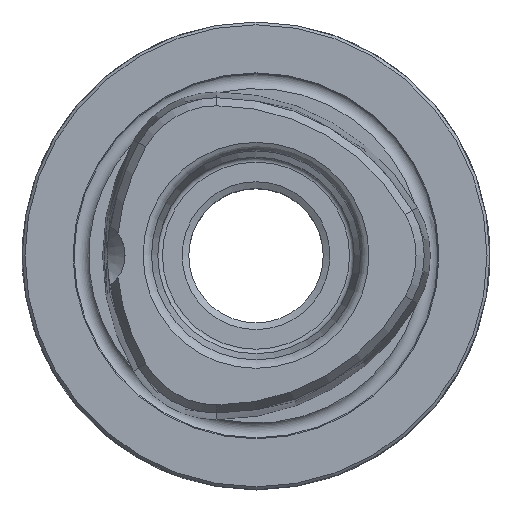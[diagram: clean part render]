
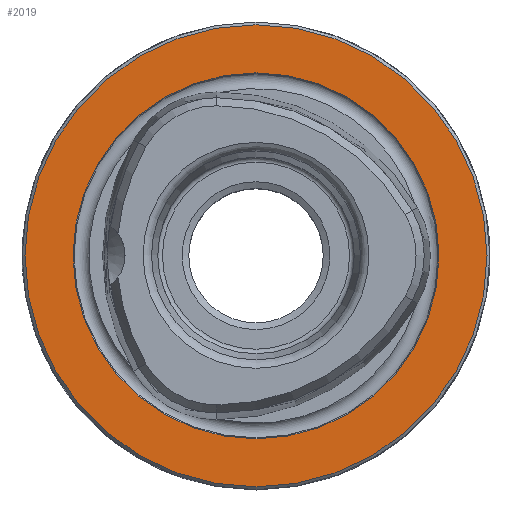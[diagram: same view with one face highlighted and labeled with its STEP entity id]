
A CAD part, top view. The second image highlights one B-rep face of the part: STEP entity #2019.
In plain terms, the highlighted planar face has unit normal (0, 0, 1).
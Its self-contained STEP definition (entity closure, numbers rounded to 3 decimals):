
#209=PLANE('',#2192);
#451=ORIENTED_EDGE('',*,*,#725,.T.);
#452=ORIENTED_EDGE('',*,*,#724,.F.);
#724=EDGE_CURVE('',#872,#872,#950,.T.);
#725=EDGE_CURVE('',#873,#873,#951,.T.);
#872=VERTEX_POINT('',#3200);
#873=VERTEX_POINT('',#3203);
#950=CIRCLE('',#2191,19.564);
#951=CIRCLE('',#2193,24.7);
#1040=EDGE_LOOP('',(#451));
#1041=EDGE_LOOP('',(#452));
#1182=FACE_BOUND('',#1040,.T.);
#1183=FACE_BOUND('',#1041,.T.);
#2019=ADVANCED_FACE('',(#1182,#1183),#209,.T.);
#2191=AXIS2_PLACEMENT_3D('',#3199,#2518,#2519);
#2192=AXIS2_PLACEMENT_3D('',#3201,#2520,#2521);
#2193=AXIS2_PLACEMENT_3D('',#3202,#2522,#2523);
#2518=DIRECTION('',(0.,0.,1.));
#2519=DIRECTION('',(1.,0.,0.));
#2520=DIRECTION('',(0.,0.,1.));
#2521=DIRECTION('',(1.,0.,0.));
#2522=DIRECTION('',(0.,0.,1.));
#2523=DIRECTION('',(1.,0.,0.));
#3199=CARTESIAN_POINT('',(0.,0.,0.));
#3200=CARTESIAN_POINT('',(19.564,0.,0.));
#3201=CARTESIAN_POINT('',(19.4,0.,0.));
#3202=CARTESIAN_POINT('',(0.,0.,0.));
#3203=CARTESIAN_POINT('',(24.7,0.,0.));
